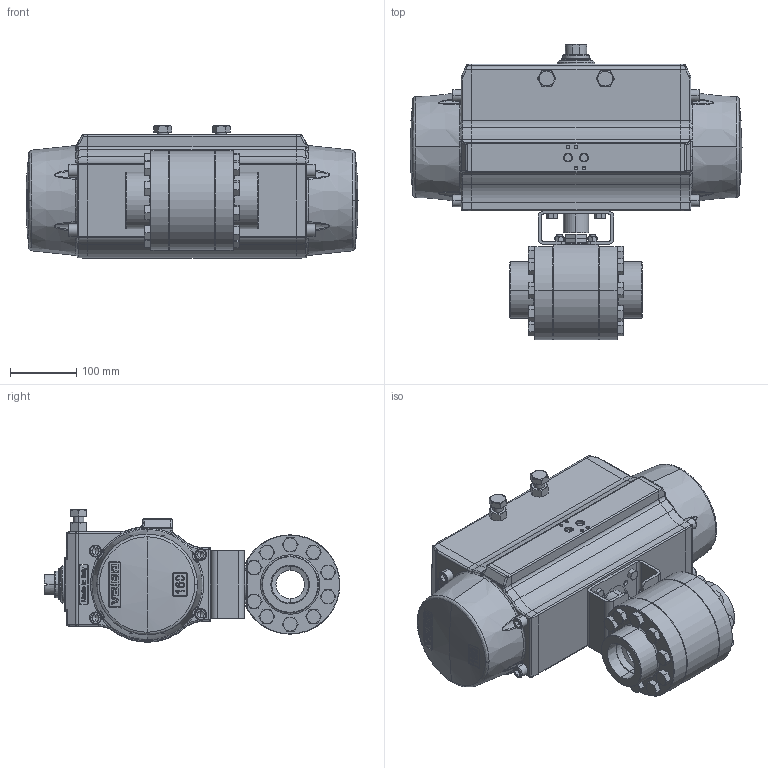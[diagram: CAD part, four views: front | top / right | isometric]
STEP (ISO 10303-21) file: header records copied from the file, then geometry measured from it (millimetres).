
FILE_DESCRIPTION (( 'STEP AP203' ), '1' );
FILE_NAME ('10000F-200-PT_UT-5.STEP', '2017-11-01T19:25:22', ( '' ), ( '' ), 'SwSTEP 2.0', 'SolidWorks 2014', '' );
FILE_SCHEMA (( 'CONFIG_CONTROL_DESIGN' ));
Products named in the file (1): 10000F-200-PT_UT-5
Bounding box: 500 x 445.34 x 199.4 mm (x, y, z)
Surface area: 598234.5 mm2 (no closed solid volume)
Topology: 0 solids, 76 shells, 1428 faces, 4607 edges, 3102 vertices
Faces by surface type: plane 539, bspline 304, cone 284, cylinder 255, sphere 40, torus 6
Entity records: 82460 total; most frequent: CARTESIAN_POINT 46978, ORIENTED_EDGE 7284, DIRECTION 6160, EDGE_CURVE 4559, VERTEX_POINT 3102, AXIS2_PLACEMENT_3D 2219, LINE 1722, VECTOR 1722
